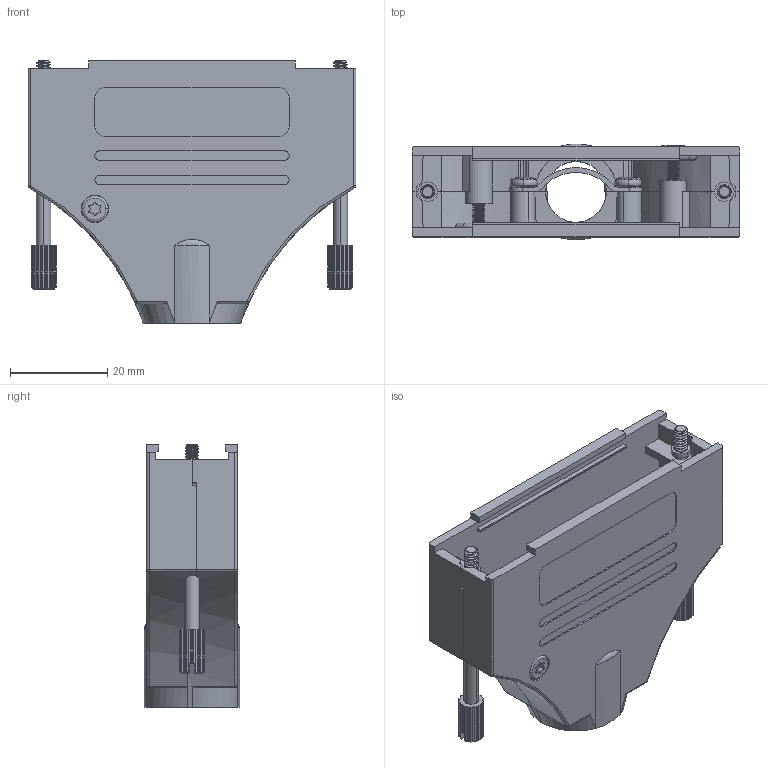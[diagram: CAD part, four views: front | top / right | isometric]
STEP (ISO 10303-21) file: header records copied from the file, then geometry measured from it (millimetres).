
FILE_DESCRIPTION (( 'STEP AP214' ), '1' );
FILE_NAME ('Assembly of 6560-0105-35.STEP', '2023-01-23T10:54:31', ( '' ), ( '' ), 'SwSTEP 2.0', 'SolidWorks 2021', '' );
FILE_SCHEMA (( 'AUTOMOTIVE_DESIGN' ));
Length unit declared in the file: millimetre
Products named in the file (9): 6522-0121-06 (12.5 mm LV); 6830-0109-04; 6805-0105-15; 6855-0117-08; 6826-0141-02; 6522-0121-06 (12.5 mm SV); 6805-0105-05; 6855-0117-12; Assembly of 6560-0105-35
Assembly tree (11 placements, depth 2):
  Assembly of 6560-0105-35
    6805-0105-15
    6805-0105-05
    6855-0117-12  x2
    6830-0109-04
    6826-0141-02  x2
    6855-0117-08  x2
    6522-0121-06 (12.5 mm LV)
    6522-0121-06 (12.5 mm SV)
Bounding box: 67.5 x 19.7 x 54 mm (x, y, z)
Volume: 17720.7 mm3; surface area: 21062.5 mm2
Topology: 11 solids, 11 shells, 891 faces, 2451 edges, 1586 vertices
Faces by surface type: cylinder 398, plane 339, bspline 60, cone 50, torus 36, sphere 8
Entity records: 28481 total; most frequent: CARTESIAN_POINT 12303, ORIENTED_EDGE 3532, DIRECTION 3110, EDGE_CURVE 1766, VERTEX_POINT 1150, AXIS2_PLACEMENT_3D 1096, LINE 918, VECTOR 918
